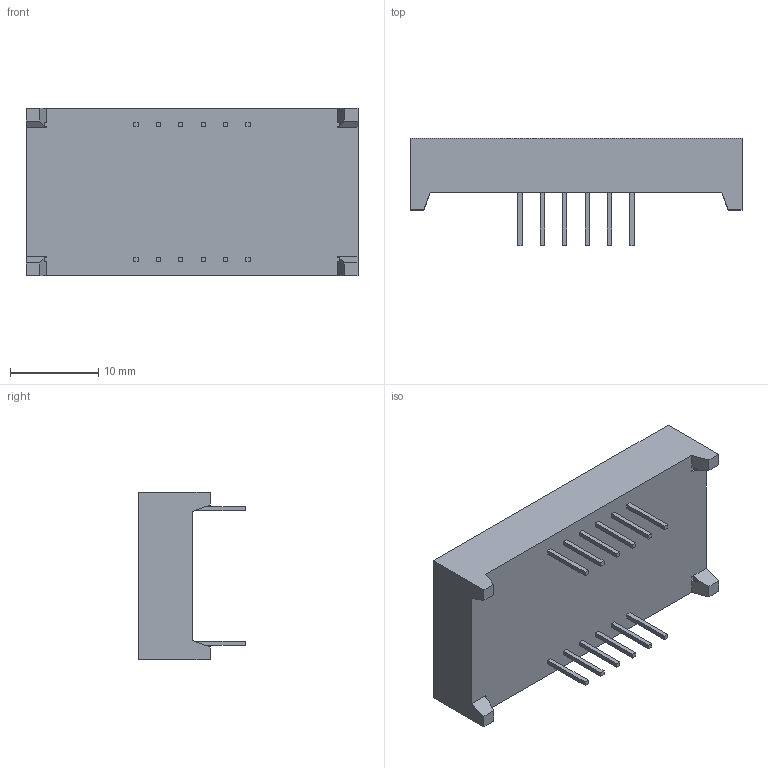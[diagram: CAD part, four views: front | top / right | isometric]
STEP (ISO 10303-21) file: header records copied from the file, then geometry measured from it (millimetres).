
FILE_DESCRIPTION (( 'STEP AP214' ), '1' );
FILE_NAME ('BC56-12GWA.STEP', '2024-11-06T14:48:03', ( '' ), ( '' ), 'SwSTEP 2.0', 'SolidWorks 2023', '' );
FILE_SCHEMA (( 'AUTOMOTIVE_DESIGN' ));
Length unit declared in the file: millimetre
Products named in the file (1): BC56-12GWA
Bounding box: 37.6 x 12.1 x 19 mm (x, y, z)
Volume: 4394.8 mm3; surface area: 2330.9 mm2
Topology: 1 solids, 1 shells, 232 faces, 582 edges, 388 vertices
Faces by surface type: plane 214, cylinder 18
Entity records: 9397 total; most frequent: CARTESIAN_POINT 1203, ORIENTED_EDGE 1164, DIRECTION 1084, EDGE_CURVE 582, VECTOR 546, LINE 546, VERTEX_POINT 388, AXIS2_PLACEMENT_3D 269
